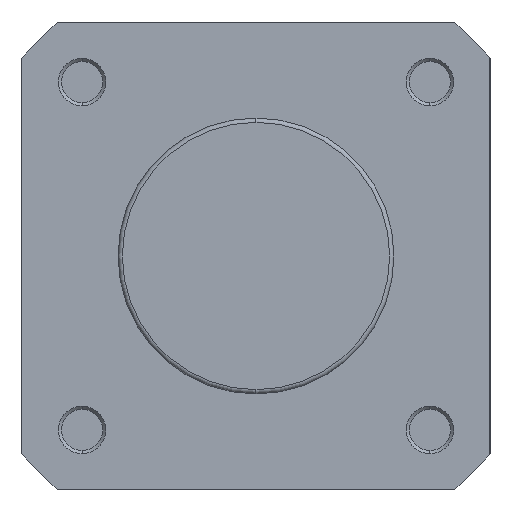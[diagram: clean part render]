
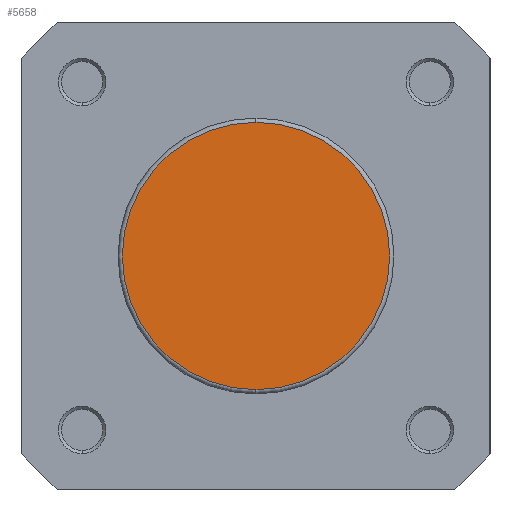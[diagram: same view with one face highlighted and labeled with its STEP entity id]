
A CAD part, left-side view. The second image highlights one B-rep face of the part: STEP entity #5658.
In plain terms, the highlighted planar face has unit normal (-1, 0, 0).
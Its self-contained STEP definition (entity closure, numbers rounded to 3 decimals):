
#490 = DIRECTION ( 'NONE',  ( 0., 0., -1. ) ) ;
#491 = DIRECTION ( 'NONE',  ( -1., 0., 0. ) ) ;
#499 = CARTESIAN_POINT ( 'NONE',  ( 0., 0., 0. ) ) ;
#688 = DIRECTION ( 'NONE',  ( 0., 0., -1. ) ) ;
#689 = DIRECTION ( 'NONE',  ( -1., 0., 0. ) ) ;
#691 = CARTESIAN_POINT ( 'NONE',  ( 0., 0., 0. ) ) ;
#1378 = CIRCLE ( 'NONE', #4245, 21.7 ) ;
#1457 = CIRCLE ( 'NONE', #4284, 21.7 ) ;
#1792 = FACE_OUTER_BOUND ( 'NONE', #5252, .T. ) ;
#2181 = CARTESIAN_POINT ( 'NONE',  ( 0., 22.4, 0. ) ) ;
#2182 = PLANE ( 'NONE',  #4432 ) ;
#2184 = DIRECTION ( 'NONE',  ( 1., 0., 0. ) ) ;
#2185 = DIRECTION ( 'NONE',  ( 0., 0., -1. ) ) ;
#3423 = CARTESIAN_POINT ( 'NONE',  ( 0., 0., 21.7 ) ) ;
#3425 = CARTESIAN_POINT ( 'NONE',  ( 0., 0., -21.7 ) ) ;
#3974 = EDGE_CURVE ( 'NONE', #4870, #4869, #1378, .T. ) ;
#4029 = EDGE_CURVE ( 'NONE', #4869, #4870, #1457, .T. ) ;
#4245 = AXIS2_PLACEMENT_3D ( 'NONE', #691, #689, #688 ) ;
#4284 = AXIS2_PLACEMENT_3D ( 'NONE', #499, #491, #490 ) ;
#4432 = AXIS2_PLACEMENT_3D ( 'NONE', #2181, #2184, #2185 ) ;
#4869 = VERTEX_POINT ( 'NONE', #3425 ) ;
#4870 = VERTEX_POINT ( 'NONE', #3423 ) ;
#5252 = EDGE_LOOP ( 'NONE', ( #6054, #6222 ) ) ;
#5658 = ADVANCED_FACE ( 'NONE', ( #1792 ), #2182, .F. ) ;
#6054 = ORIENTED_EDGE ( 'NONE', *, *, #4029, .T. ) ;
#6222 = ORIENTED_EDGE ( 'NONE', *, *, #3974, .T. ) ;
